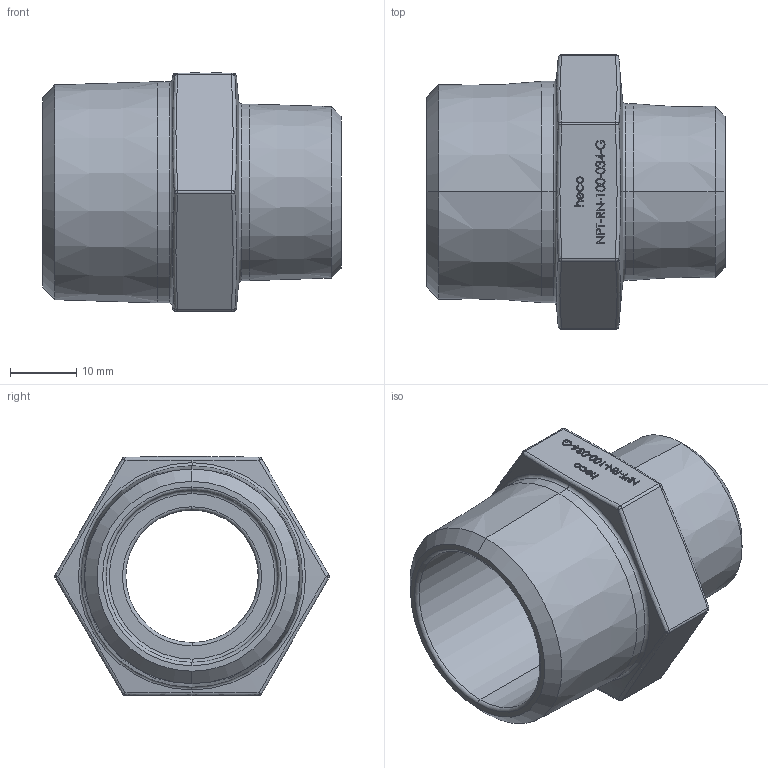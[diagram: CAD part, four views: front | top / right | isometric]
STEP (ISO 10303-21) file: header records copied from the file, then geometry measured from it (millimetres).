
FILE_DESCRIPTION (( 'STEP AP214' ), '1' );
FILE_NAME ('NPT -RN-100-034-G Reduziernippel 1805.STEP', '2018-05-09T08:56:06', ( '' ), ( '' ), 'SwSTEP 2.0', 'SolidWorks 2016', '' );
FILE_SCHEMA (( 'AUTOMOTIVE_DESIGN' ));
Length unit declared in the file: millimetre
Products named in the file (1): NPT -RN-100-034-G Reduziernippel 1805
Bounding box: 45 x 41.41 x 36.1 mm (x, y, z)
Volume: 16422.6 mm3; surface area: 8968.7 mm2
Topology: 1 solids, 5 shells, 353 faces, 890 edges, 572 vertices
Faces by surface type: plane 160, bspline 143, cylinder 14, torus 12, cone 12, sphere 12
Entity records: 20502 total; most frequent: CARTESIAN_POINT 10591, ORIENTED_EDGE 1764, DIRECTION 1098, EDGE_CURVE 882, VERTEX_POINT 568, VECTOR 508, LINE 508, EDGE_LOOP 388
